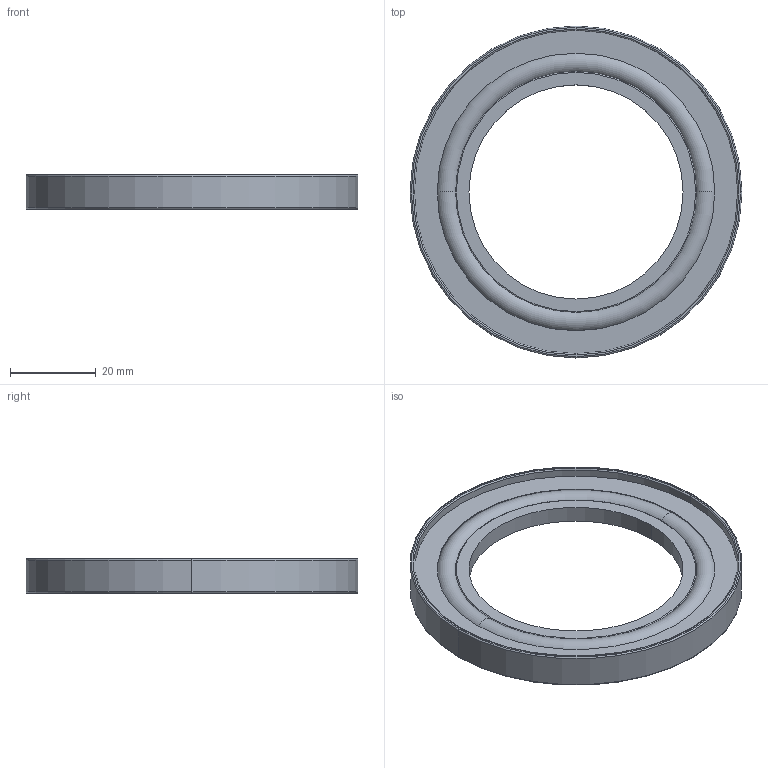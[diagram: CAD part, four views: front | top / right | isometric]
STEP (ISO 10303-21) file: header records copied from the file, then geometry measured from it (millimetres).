
FILE_DESCRIPTION (( 'STEP AP214' ), '1' );
FILE_NAME ('122ZAI050.stp', '2017-04-12T12:52:13', ( '' ), ( '' ), 'SwSTEP 2.0', 'SolidWorks 2015', '' );
FILE_SCHEMA (( 'AUTOMOTIVE_DESIGN' ));
Length unit declared in the file: millimetre
Products named in the file (1): 122ZAI050
Bounding box: 77.5 x 77.5 x 8 mm (x, y, z)
Volume: 11374.7 mm3; surface area: 12570.3 mm2
Topology: 3 solids, 3 shells, 44 faces, 88 edges, 50 vertices
Faces by surface type: torus 20, cylinder 14, plane 6, cone 4
Entity records: 1702 total; most frequent: DIRECTION 248, CARTESIAN_POINT 183, ORIENTED_EDGE 176, AXIS2_PLACEMENT_3D 115, EDGE_CURVE 88, CIRCLE 70, VERTEX_POINT 50, EDGE_LOOP 50
